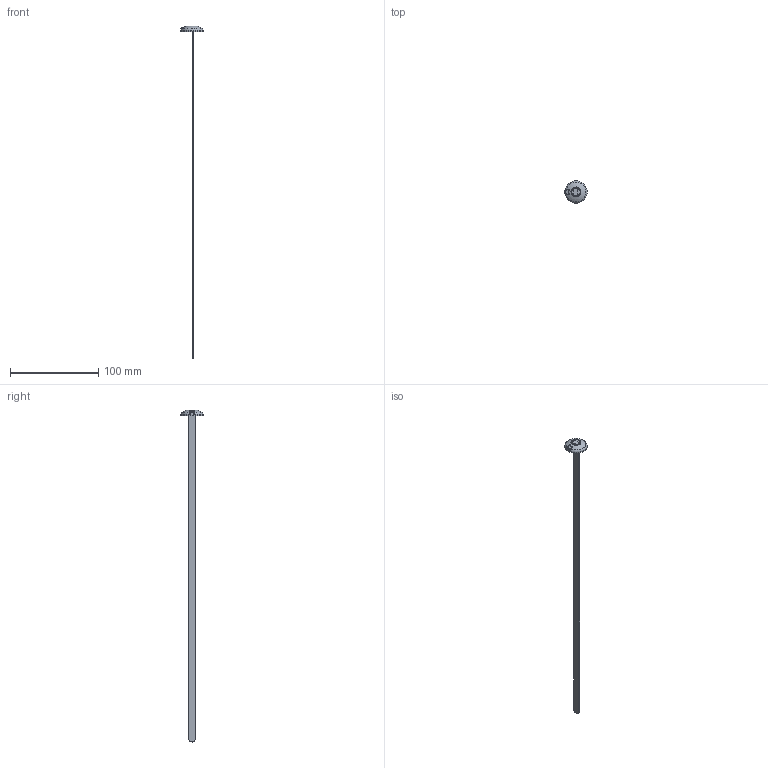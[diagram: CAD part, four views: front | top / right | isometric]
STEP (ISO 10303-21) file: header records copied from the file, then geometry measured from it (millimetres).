
FILE_DESCRIPTION(/* description */ (''),/* implementation_level */ '2;1');
FILE_NAME(/* name */ 'PANDUIT_SSPM4H',/* time_stamp */ '2012-08-14T11:43:15-05:00',/* author */ (''),/* organization */ (''),/* preprocessor_version */ 'ST-DEVELOPER v9',/* originating_system */ 'UGS - NX 3.0',/* authorisation */ '');
FILE_SCHEMA (('CONFIG_CONTROL_DESIGN'));
Length unit declared in the file: inch
Products named in the file (1): bwgC3C4r0n8
Bounding box: 25.4 x 25.4 x 375.92 mm (x, y, z)
Volume: 6819.2 mm3; surface area: 8358 mm2
Topology: 2 solids, 2 shells, 32 faces, 80 edges, 51 vertices
Faces by surface type: plane 19, sphere 4, cylinder 3, bspline 3, torus 2, cone 1
Entity records: 1121 total; most frequent: CARTESIAN_POINT 351, ORIENTED_EDGE 142, DIRECTION 132, EDGE_CURVE 71, AXIS2_PLACEMENT_3D 47, VERTEX_POINT 46, LINE 38, VECTOR 38
